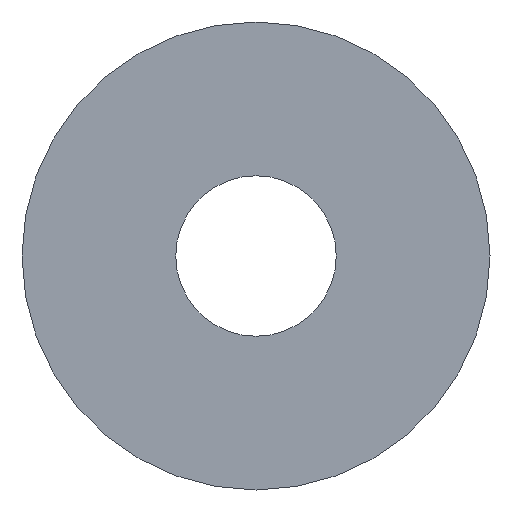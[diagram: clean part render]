
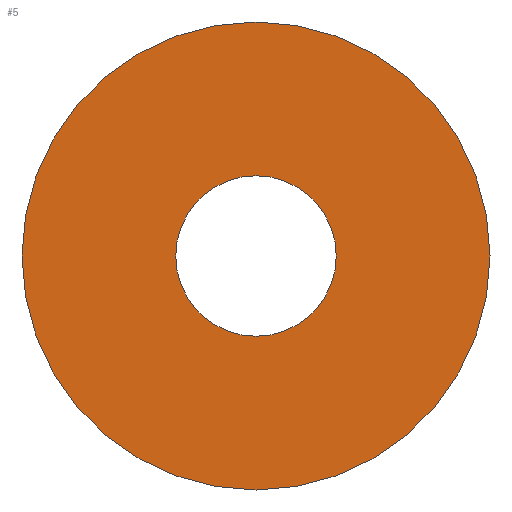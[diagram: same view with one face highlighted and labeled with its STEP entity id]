
A CAD part, front view. The second image highlights one B-rep face of the part: STEP entity #5.
In plain terms, the highlighted planar face has unit normal (0, -1, 0).
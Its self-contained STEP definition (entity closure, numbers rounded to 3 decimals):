
#5 = ADVANCED_FACE ( 'NONE', ( #46, #57 ), #93, .F. ) ;
#6 = EDGE_CURVE ( 'NONE', #61, #81, #198, .T. ) ;
#9 = EDGE_CURVE ( 'NONE', #79, #53, #202, .T. ) ;
#13 = EDGE_CURVE ( 'NONE', #53, #79, #216, .T. ) ;
#16 = EDGE_CURVE ( 'NONE', #81, #61, #211, .T. ) ;
#36 = ORIENTED_EDGE ( 'NONE', *, *, #13, .T. ) ;
#46 = FACE_BOUND ( 'NONE', #65, .T. ) ;
#50 = CARTESIAN_POINT ( 'NONE',  ( 0., 0., 0. ) ) ;
#51 = ORIENTED_EDGE ( 'NONE', *, *, #6, .F. ) ;
#53 = VERTEX_POINT ( 'NONE', #133 ) ;
#57 = FACE_OUTER_BOUND ( 'NONE', #60, .T. ) ;
#59 = DIRECTION ( 'NONE',  ( 0., 1., 0. ) ) ;
#60 = EDGE_LOOP ( 'NONE', ( #74, #51 ) ) ;
#61 = VERTEX_POINT ( 'NONE', #103 ) ;
#65 = EDGE_LOOP ( 'NONE', ( #36, #80 ) ) ;
#74 = ORIENTED_EDGE ( 'NONE', *, *, #16, .F. ) ;
#79 = VERTEX_POINT ( 'NONE', #113 ) ;
#80 = ORIENTED_EDGE ( 'NONE', *, *, #9, .T. ) ;
#81 = VERTEX_POINT ( 'NONE', #123 ) ;
#93 = PLANE ( 'NONE',  #201 ) ;
#97 = CARTESIAN_POINT ( 'NONE',  ( 0., 0., 0. ) ) ;
#99 = DIRECTION ( 'NONE',  ( 0., 1., 0. ) ) ;
#102 = DIRECTION ( 'NONE',  ( 0., 1., 0. ) ) ;
#103 = CARTESIAN_POINT ( 'NONE',  ( 0., 0., 35. ) ) ;
#104 = DIRECTION ( 'NONE',  ( 0., 0., 1. ) ) ;
#108 = DIRECTION ( 'NONE',  ( 0., 1., 0. ) ) ;
#110 = DIRECTION ( 'NONE',  ( 0., 0., 1. ) ) ;
#113 = CARTESIAN_POINT ( 'NONE',  ( 0., 0., -12. ) ) ;
#114 = DIRECTION ( 'NONE',  ( 0., 0., 1. ) ) ;
#115 = CARTESIAN_POINT ( 'NONE',  ( 0., 0., 0. ) ) ;
#120 = DIRECTION ( 'NONE',  ( 0., 1., 0. ) ) ;
#122 = CARTESIAN_POINT ( 'NONE',  ( 0., 0., 0. ) ) ;
#123 = CARTESIAN_POINT ( 'NONE',  ( 0., 0., -35. ) ) ;
#125 = CARTESIAN_POINT ( 'NONE',  ( 0., 0., 0. ) ) ;
#128 = DIRECTION ( 'NONE',  ( 0., 0., 1. ) ) ;
#133 = CARTESIAN_POINT ( 'NONE',  ( 0., 0., 12. ) ) ;
#139 = DIRECTION ( 'NONE',  ( 0., 0., 1. ) ) ;
#198 = CIRCLE ( 'NONE', #200, 35. ) ;
#200 = AXIS2_PLACEMENT_3D ( 'NONE', #125, #102, #128 ) ;
#201 = AXIS2_PLACEMENT_3D ( 'NONE', #50, #59, #139 ) ;
#202 = CIRCLE ( 'NONE', #229, 12. ) ;
#209 = AXIS2_PLACEMENT_3D ( 'NONE', #115, #108, #114 ) ;
#211 = CIRCLE ( 'NONE', #209, 35. ) ;
#216 = CIRCLE ( 'NONE', #226, 12. ) ;
#226 = AXIS2_PLACEMENT_3D ( 'NONE', #122, #99, #104 ) ;
#229 = AXIS2_PLACEMENT_3D ( 'NONE', #97, #120, #110 ) ;
